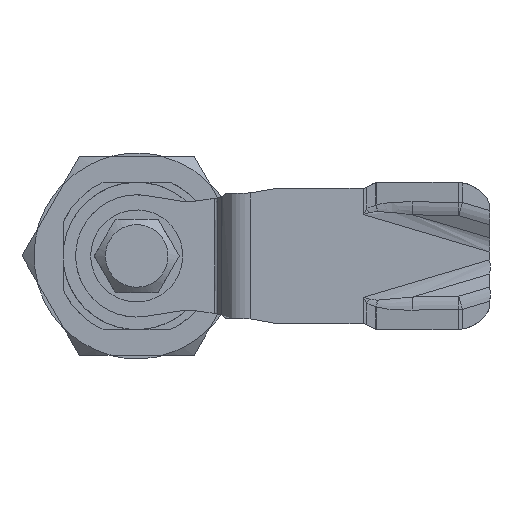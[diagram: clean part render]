
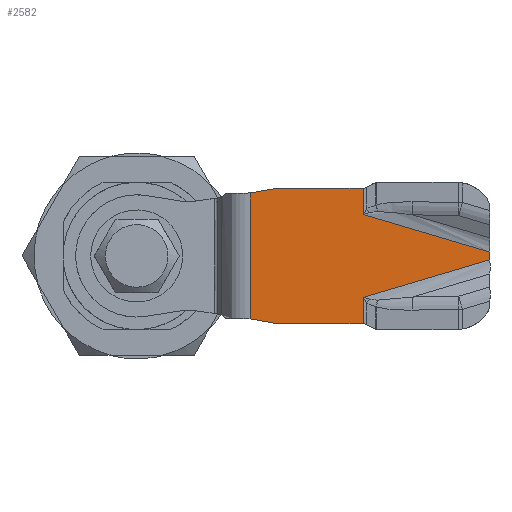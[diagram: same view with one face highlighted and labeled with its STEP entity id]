
A CAD part, front view. The second image highlights one B-rep face of the part: STEP entity #2582.
In plain terms, the highlighted free-form (B-spline) face has degree [1, 1] with [2, 2] control points.
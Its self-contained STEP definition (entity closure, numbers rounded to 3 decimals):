
#1769 = VERTEX_POINT('',#1770);
#1770 = CARTESIAN_POINT('',(49.498,-27.843,
    0.543));
#1776 = EDGE_CURVE('',#1769,#1777,#1779,.T.);
#1777 = VERTEX_POINT('',#1778);
#1778 = CARTESIAN_POINT('',(49.498,-27.843,
    -0.543));
#1779 = B_SPLINE_CURVE_WITH_KNOTS('',1,(#1780,#1781),.UNSPECIFIED.,.F.,
  .F.,(2,2),(-3.815,-2.761),.PIECEWISE_BEZIER_KNOTS.);
#1780 = CARTESIAN_POINT('',(49.498,-27.843,
    0.543));
#1781 = CARTESIAN_POINT('',(49.498,-27.843,
    -0.543));
#1917 = VERTEX_POINT('',#1918);
#1918 = CARTESIAN_POINT('',(19.593,-27.843,
    9.477));
#1923 = EDGE_CURVE('',#1924,#1917,#1926,.T.);
#1924 = VERTEX_POINT('',#1925);
#1925 = CARTESIAN_POINT('',(31.715,-27.843,
    9.477));
#1926 = B_SPLINE_CURVE_WITH_KNOTS('',1,(#1927,#1928),.UNSPECIFIED.,.F.,
  .F.,(2,2),(-7.555,4.2),.PIECEWISE_BEZIER_KNOTS.);
#1927 = CARTESIAN_POINT('',(31.715,-27.843,
    9.477));
#1928 = CARTESIAN_POINT('',(19.593,-27.843,
    9.477));
#2152 = VERTEX_POINT('',#2153);
#2153 = CARTESIAN_POINT('',(31.715,-27.843,
    -5.799));
#2273 = VERTEX_POINT('',#2274);
#2274 = CARTESIAN_POINT('',(31.715,-27.843,
    5.799));
#2546 = EDGE_CURVE('',#2273,#1769,#2547,.T.);
#2547 = B_SPLINE_CURVE_WITH_KNOTS('',1,(#2548,#2549),.UNSPECIFIED.,.F.,
  .F.,(2,2),(6.584,24.566),.PIECEWISE_BEZIER_KNOTS.);
#2548 = CARTESIAN_POINT('',(31.715,-27.843,
    5.799));
#2549 = CARTESIAN_POINT('',(49.498,-27.843,
    0.543));
#2568 = EDGE_CURVE('',#1777,#2152,#2569,.T.);
#2569 = B_SPLINE_CURVE_WITH_KNOTS('',1,(#2570,#2571),.UNSPECIFIED.,.F.,
  .F.,(2,2),(-25.364,-7.382),.PIECEWISE_BEZIER_KNOTS.);
#2570 = CARTESIAN_POINT('',(49.498,-27.843,
    -0.543));
#2571 = CARTESIAN_POINT('',(31.715,-27.843,
    -5.799));
#2582 = ADVANCED_FACE('',(#2583),#2627,.T.);
#2583 = FACE_BOUND('',#2584,.T.);
#2584 = EDGE_LOOP('',(#2585,#2586,#2587,#2588,#2593,#2594,#2601,#2608,
    #2615,#2622));
#2585 = ORIENTED_EDGE('',*,*,#2568,.F.);
#2586 = ORIENTED_EDGE('',*,*,#1776,.F.);
#2587 = ORIENTED_EDGE('',*,*,#2546,.F.);
#2588 = ORIENTED_EDGE('',*,*,#2589,.F.);
#2589 = EDGE_CURVE('',#1924,#2273,#2590,.T.);
#2590 = B_SPLINE_CURVE_WITH_KNOTS('',1,(#2591,#2592),.UNSPECIFIED.,.F.,
  .F.,(2,2),(-9.191,-5.624),.PIECEWISE_BEZIER_KNOTS.);
#2591 = CARTESIAN_POINT('',(31.715,-27.843,
    9.477));
#2592 = CARTESIAN_POINT('',(31.715,-27.843,
    5.799));
#2593 = ORIENTED_EDGE('',*,*,#1923,.T.);
#2594 = ORIENTED_EDGE('',*,*,#2595,.T.);
#2595 = EDGE_CURVE('',#1917,#2596,#2598,.T.);
#2596 = VERTEX_POINT('',#2597);
#2597 = CARTESIAN_POINT('',(15.881,-27.843,
    8.823));
#2598 = B_SPLINE_CURVE_WITH_KNOTS('',1,(#2599,#2600),.UNSPECIFIED.,.F.,
  .F.,(2,2),(-2.571,1.085),.PIECEWISE_BEZIER_KNOTS.);
#2599 = CARTESIAN_POINT('',(19.593,-27.843,
    9.477));
#2600 = CARTESIAN_POINT('',(15.881,-27.843,
    8.823));
#2601 = ORIENTED_EDGE('',*,*,#2602,.F.);
#2602 = EDGE_CURVE('',#2603,#2596,#2605,.T.);
#2603 = VERTEX_POINT('',#2604);
#2604 = CARTESIAN_POINT('',(15.881,-27.843,
    -8.823));
#2605 = B_SPLINE_CURVE_WITH_KNOTS('',1,(#2606,#2607),.UNSPECIFIED.,.F.,
  .F.,(2,2),(-8.556,8.556),.PIECEWISE_BEZIER_KNOTS.);
#2606 = CARTESIAN_POINT('',(15.881,-27.843,
    -8.823));
#2607 = CARTESIAN_POINT('',(15.881,-27.843,
    8.823));
#2608 = ORIENTED_EDGE('',*,*,#2609,.T.);
#2609 = EDGE_CURVE('',#2603,#2610,#2612,.T.);
#2610 = VERTEX_POINT('',#2611);
#2611 = CARTESIAN_POINT('',(19.593,-27.843,
    -9.477));
#2612 = B_SPLINE_CURVE_WITH_KNOTS('',1,(#2613,#2614),.UNSPECIFIED.,.F.,
  .F.,(2,2),(-1.085,2.571),.PIECEWISE_BEZIER_KNOTS.);
#2613 = CARTESIAN_POINT('',(15.881,-27.843,
    -8.823));
#2614 = CARTESIAN_POINT('',(19.593,-27.843,
    -9.477));
#2615 = ORIENTED_EDGE('',*,*,#2616,.T.);
#2616 = EDGE_CURVE('',#2610,#2617,#2619,.T.);
#2617 = VERTEX_POINT('',#2618);
#2618 = CARTESIAN_POINT('',(31.715,-27.843,
    -9.477));
#2619 = B_SPLINE_CURVE_WITH_KNOTS('',1,(#2620,#2621),.UNSPECIFIED.,.F.,
  .F.,(2,2),(-4.2,7.555),.PIECEWISE_BEZIER_KNOTS.);
#2620 = CARTESIAN_POINT('',(19.593,-27.843,
    -9.477));
#2621 = CARTESIAN_POINT('',(31.715,-27.843,
    -9.477));
#2622 = ORIENTED_EDGE('',*,*,#2623,.F.);
#2623 = EDGE_CURVE('',#2152,#2617,#2624,.T.);
#2624 = B_SPLINE_CURVE_WITH_KNOTS('',1,(#2625,#2626),.UNSPECIFIED.,.F.,
  .F.,(2,2),(5.624,9.191),.PIECEWISE_BEZIER_KNOTS.);
#2625 = CARTESIAN_POINT('',(31.715,-27.843,
    -5.799));
#2626 = CARTESIAN_POINT('',(31.715,-27.843,
    -9.477));
#2627 = B_SPLINE_SURFACE_WITH_KNOTS('',1,1,(
    (#2628,#2629)
    ,(#2630,#2631
    )),.UNSPECIFIED.,.F.,.F.,.F.,(2,2),(2,2),(0.,32.6),(-9.191,
    9.191),.PIECEWISE_BEZIER_KNOTS.);
#2628 = CARTESIAN_POINT('',(15.881,-27.843,
    -9.477));
#2629 = CARTESIAN_POINT('',(15.881,-27.843,
    9.477));
#2630 = CARTESIAN_POINT('',(49.498,-27.843,
    -9.477));
#2631 = CARTESIAN_POINT('',(49.498,-27.843,
    9.477));
